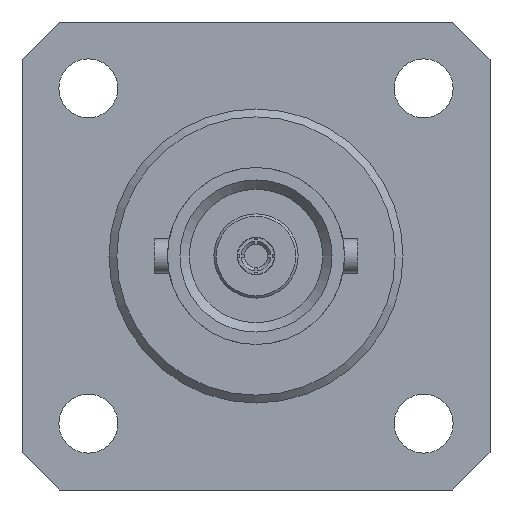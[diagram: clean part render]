
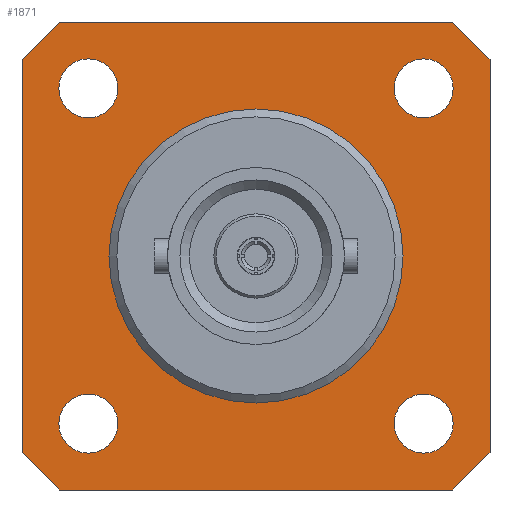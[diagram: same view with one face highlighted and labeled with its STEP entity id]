
A CAD part, left-side view. The second image highlights one B-rep face of the part: STEP entity #1871.
In plain terms, the highlighted planar face has unit normal (-1, 0, 0).
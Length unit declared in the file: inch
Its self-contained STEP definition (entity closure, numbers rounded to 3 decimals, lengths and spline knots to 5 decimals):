
#25 = CARTESIAN_POINT ( 'NONE',  ( 0.62992, -0.35827, -0.29528 ) ) ;
#103 = ORIENTED_EDGE ( 'NONE', *, *, #253, .T. ) ;
#138 = CARTESIAN_POINT ( 'NONE',  ( 0.62992, -0.5, -0.5 ) ) ;
#158 = VERTEX_POINT ( 'NONE', #876 ) ;
#192 = DIRECTION ( 'NONE',  ( 0., 1., 0. ) ) ;
#204 = VERTEX_POINT ( 'NONE', #1460 ) ;
#215 = CIRCLE ( 'NONE', #747, 0.31413 ) ;
#253 = EDGE_CURVE ( 'NONE', #158, #623, #1812, .T. ) ;
#257 = CARTESIAN_POINT ( 'NONE',  ( 0.62992, -0.30293, 0.61707 ) ) ;
#258 = DIRECTION ( 'NONE',  ( -1., 0., 0. ) ) ;
#270 = CARTESIAN_POINT ( 'NONE',  ( 0.62992, 0.31413, 0. ) ) ;
#289 = CARTESIAN_POINT ( 'NONE',  ( 0.62992, 0.61707, -0.30293 ) ) ;
#301 = DIRECTION ( 'NONE',  ( 0., 0., 1. ) ) ;
#322 = DIRECTION ( 'NONE',  ( -1., 0., 0. ) ) ;
#326 = DIRECTION ( 'NONE',  ( 0., 0., -1. ) ) ;
#333 = ORIENTED_EDGE ( 'NONE', *, *, #821, .T. ) ;
#339 = ORIENTED_EDGE ( 'NONE', *, *, #1848, .F. ) ;
#386 = ORIENTED_EDGE ( 'NONE', *, *, #2074, .T. ) ;
#424 = CARTESIAN_POINT ( 'NONE',  ( 0.62992, 0.61707, 0.30293 ) ) ;
#426 = CIRCLE ( 'NONE', #1907, 0.06299 ) ;
#428 = DIRECTION ( 'NONE',  ( -1., 0., 0. ) ) ;
#433 = EDGE_CURVE ( 'NONE', #724, #1956, #1051, .T. ) ;
#450 = DIRECTION ( 'NONE',  ( 0., 0.707, 0.707 ) ) ;
#479 = EDGE_LOOP ( 'NONE', ( #1155 ) ) ;
#483 = DIRECTION ( 'NONE',  ( -1., 0., 0. ) ) ;
#488 = DIRECTION ( 'NONE',  ( 0., -0.707, 0.707 ) ) ;
#505 = LINE ( 'NONE', #1736, #524 ) ;
#522 = EDGE_CURVE ( 'NONE', #2432, #2432, #215, .T. ) ;
#524 = VECTOR ( 'NONE', #192, 39.37008 ) ;
#556 = FACE_BOUND ( 'NONE', #1802, .T. ) ;
#601 = FACE_BOUND ( 'NONE', #479, .T. ) ;
#623 = VERTEX_POINT ( 'NONE', #1424 ) ;
#632 = EDGE_CURVE ( 'NONE', #204, #1244, #1031, .T. ) ;
#640 = LINE ( 'NONE', #1406, #1500 ) ;
#656 = VECTOR ( 'NONE', #1373, 39.37008 ) ;
#667 = DIRECTION ( 'NONE',  ( 0., -0.707, -0.707 ) ) ;
#681 = DIRECTION ( 'NONE',  ( 0., 0., 1. ) ) ;
#700 = LINE ( 'NONE', #1883, #1577 ) ;
#709 = EDGE_LOOP ( 'NONE', ( #1183 ) ) ;
#724 = VERTEX_POINT ( 'NONE', #1219 ) ;
#733 = VERTEX_POINT ( 'NONE', #1768 ) ;
#747 = AXIS2_PLACEMENT_3D ( 'NONE', #969, #1407, #2172 ) ;
#766 = CARTESIAN_POINT ( 'NONE',  ( 0.62992, -0.42, -0.5 ) ) ;
#819 = VERTEX_POINT ( 'NONE', #25 ) ;
#821 = EDGE_CURVE ( 'NONE', #1956, #935, #1918, .T. ) ;
#849 = DIRECTION ( 'NONE',  ( 0., 0., 1. ) ) ;
#876 = CARTESIAN_POINT ( 'NONE',  ( 0.62992, 0.42, 0.5 ) ) ;
#881 = VERTEX_POINT ( 'NONE', #2124 ) ;
#935 = VERTEX_POINT ( 'NONE', #1631 ) ;
#947 = ORIENTED_EDGE ( 'NONE', *, *, #1935, .T. ) ;
#969 = CARTESIAN_POINT ( 'NONE',  ( 0.62992, 0., 0. ) ) ;
#982 = VECTOR ( 'NONE', #1594, 39.37008 ) ;
#995 = CARTESIAN_POINT ( 'NONE',  ( 0.62992, -0.5, -0.5 ) ) ;
#1026 = EDGE_CURVE ( 'NONE', #733, #733, #1254, .T. ) ;
#1028 = VECTOR ( 'NONE', #849, 39.37008 ) ;
#1031 = LINE ( 'NONE', #289, #1835 ) ;
#1036 = DIRECTION ( 'NONE',  ( -1., 0., 0. ) ) ;
#1051 = LINE ( 'NONE', #138, #1028 ) ;
#1103 = CARTESIAN_POINT ( 'NONE',  ( 0.62992, -0.5, 0.42 ) ) ;
#1113 = CARTESIAN_POINT ( 'NONE',  ( 0.62992, 0.42, -0.5 ) ) ;
#1141 = ORIENTED_EDGE ( 'NONE', *, *, #1588, .T. ) ;
#1155 = ORIENTED_EDGE ( 'NONE', *, *, #1483, .F. ) ;
#1162 = VECTOR ( 'NONE', #450, 39.37008 ) ;
#1183 = ORIENTED_EDGE ( 'NONE', *, *, #522, .T. ) ;
#1219 = CARTESIAN_POINT ( 'NONE',  ( 0.62992, -0.5, -0.42 ) ) ;
#1235 = DIRECTION ( 'NONE',  ( 0., 0., 1. ) ) ;
#1244 = VERTEX_POINT ( 'NONE', #1113 ) ;
#1254 = CIRCLE ( 'NONE', #1838, 0.06299 ) ;
#1272 = CIRCLE ( 'NONE', #1336, 0.06299 ) ;
#1336 = AXIS2_PLACEMENT_3D ( 'NONE', #1688, #483, #681 ) ;
#1355 = AXIS2_PLACEMENT_3D ( 'NONE', #2387, #258, #301 ) ;
#1373 = DIRECTION ( 'NONE',  ( 0., -1., 0. ) ) ;
#1394 = FACE_BOUND ( 'NONE', #1861, .T. ) ;
#1406 = CARTESIAN_POINT ( 'NONE',  ( 0.62992, -0.30293, -0.61707 ) ) ;
#1407 = DIRECTION ( 'NONE',  ( 1., 0., 0. ) ) ;
#1424 = CARTESIAN_POINT ( 'NONE',  ( 0.62992, 0.5, 0.42 ) ) ;
#1460 = CARTESIAN_POINT ( 'NONE',  ( 0.62992, 0.5, -0.42 ) ) ;
#1480 = ORIENTED_EDGE ( 'NONE', *, *, #632, .T. ) ;
#1483 = EDGE_CURVE ( 'NONE', #881, #881, #426, .T. ) ;
#1500 = VECTOR ( 'NONE', #488, 39.37008 ) ;
#1525 = EDGE_CURVE ( 'NONE', #1713, #1713, #1272, .T. ) ;
#1526 = LINE ( 'NONE', #995, #656 ) ;
#1577 = VECTOR ( 'NONE', #326, 39.37008 ) ;
#1588 = EDGE_CURVE ( 'NONE', #935, #158, #505, .T. ) ;
#1594 = DIRECTION ( 'NONE',  ( 0., 0.707, -0.707 ) ) ;
#1631 = CARTESIAN_POINT ( 'NONE',  ( 0.62992, -0.42, 0.5 ) ) ;
#1688 = CARTESIAN_POINT ( 'NONE',  ( 0.62992, 0.35827, 0.35827 ) ) ;
#1713 = VERTEX_POINT ( 'NONE', #2141 ) ;
#1736 = CARTESIAN_POINT ( 'NONE',  ( 0.62992, -0.5, 0.5 ) ) ;
#1767 = ORIENTED_EDGE ( 'NONE', *, *, #433, .T. ) ;
#1768 = CARTESIAN_POINT ( 'NONE',  ( 0.62992, 0.35827, -0.29528 ) ) ;
#1802 = EDGE_LOOP ( 'NONE', ( #1898 ) ) ;
#1812 = LINE ( 'NONE', #424, #982 ) ;
#1835 = VECTOR ( 'NONE', #667, 39.37008 ) ;
#1838 = AXIS2_PLACEMENT_3D ( 'NONE', #1996, #428, #1235 ) ;
#1845 = CARTESIAN_POINT ( 'NONE',  ( 0.62992, -0.35827, 0.35827 ) ) ;
#1848 = EDGE_CURVE ( 'NONE', #819, #819, #2202, .T. ) ;
#1861 = EDGE_LOOP ( 'NONE', ( #339 ) ) ;
#1871 = ADVANCED_FACE ( 'NONE', ( #556, #2229, #601, #1394, #2214, #2257 ), #1999, .T. ) ;
#1883 = CARTESIAN_POINT ( 'NONE',  ( 0.62992, 0.5, -0.5 ) ) ;
#1898 = ORIENTED_EDGE ( 'NONE', *, *, #1026, .F. ) ;
#1907 = AXIS2_PLACEMENT_3D ( 'NONE', #1845, #322, #2422 ) ;
#1918 = LINE ( 'NONE', #257, #1162 ) ;
#1935 = EDGE_CURVE ( 'NONE', #2111, #724, #640, .T. ) ;
#1956 = VERTEX_POINT ( 'NONE', #1103 ) ;
#1979 = AXIS2_PLACEMENT_3D ( 'NONE', #270, #1036, #2156 ) ;
#1985 = EDGE_CURVE ( 'NONE', #623, #204, #700, .T. ) ;
#1986 = EDGE_LOOP ( 'NONE', ( #386, #947, #1767, #333, #1141, #103, #2277, #1480 ) ) ;
#1996 = CARTESIAN_POINT ( 'NONE',  ( 0.62992, 0.35827, -0.35827 ) ) ;
#1999 = PLANE ( 'NONE',  #1979 ) ;
#2074 = EDGE_CURVE ( 'NONE', #1244, #2111, #1526, .T. ) ;
#2111 = VERTEX_POINT ( 'NONE', #766 ) ;
#2124 = CARTESIAN_POINT ( 'NONE',  ( 0.62992, -0.35827, 0.42126 ) ) ;
#2141 = CARTESIAN_POINT ( 'NONE',  ( 0.62992, 0.35827, 0.42126 ) ) ;
#2156 = DIRECTION ( 'NONE',  ( 0., 0., 1. ) ) ;
#2172 = DIRECTION ( 'NONE',  ( 0., 0., -1. ) ) ;
#2202 = CIRCLE ( 'NONE', #1355, 0.06299 ) ;
#2214 = FACE_BOUND ( 'NONE', #709, .T. ) ;
#2229 = FACE_BOUND ( 'NONE', #2313, .T. ) ;
#2257 = FACE_OUTER_BOUND ( 'NONE', #1986, .T. ) ;
#2277 = ORIENTED_EDGE ( 'NONE', *, *, #1985, .T. ) ;
#2296 = ORIENTED_EDGE ( 'NONE', *, *, #1525, .F. ) ;
#2313 = EDGE_LOOP ( 'NONE', ( #2296 ) ) ;
#2317 = CARTESIAN_POINT ( 'NONE',  ( 0.62992, 0., -0.31413 ) ) ;
#2387 = CARTESIAN_POINT ( 'NONE',  ( 0.62992, -0.35827, -0.35827 ) ) ;
#2422 = DIRECTION ( 'NONE',  ( 0., 0., 1. ) ) ;
#2432 = VERTEX_POINT ( 'NONE', #2317 ) ;
